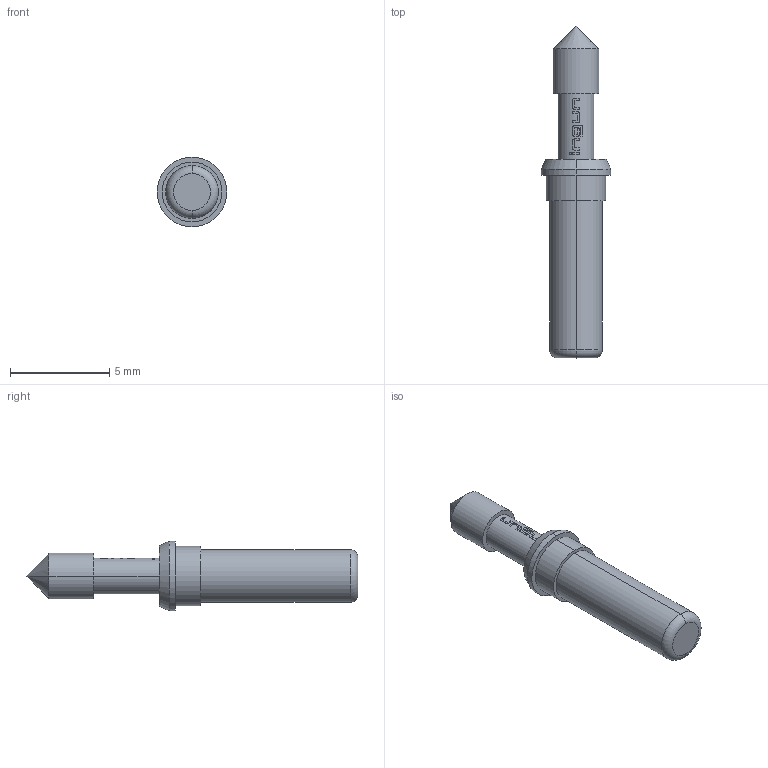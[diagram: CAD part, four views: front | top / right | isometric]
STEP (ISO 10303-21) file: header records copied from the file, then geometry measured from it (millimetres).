
FILE_DESCRIPTION (( 'STEP AP203' ), '1' );
FILE_NAME ('INGUN_GKS-913_358_230_R_xx02_Z.STEP', '2021-09-20T09:10:33', ( 'ochi' ), ( '' ), 'SwSTEP 2.0', 'SolidWorks 2018', '' );
FILE_SCHEMA (( 'CONFIG_CONTROL_DESIGN' ));
Length unit declared in the file: millimetre
Products named in the file (1): INGUN_GKS-913_358_230_R_xx02_Z
Bounding box: 3.5 x 16.7 x 3.5 mm (x, y, z)
Volume: 78.9 mm3; surface area: 142.3 mm2
Topology: 1 solids, 1 shells, 89 faces, 228 edges, 149 vertices
Faces by surface type: bspline 57, cylinder 16, plane 10, cone 4, torus 2
Entity records: 4005 total; most frequent: CARTESIAN_POINT 2290, ORIENTED_EDGE 452, EDGE_CURVE 226, B_SPLINE_CURVE_WITH_KNOTS 186, VERTEX_POINT 149, DIRECTION 132, EDGE_LOOP 99, ADVANCED_FACE 89
